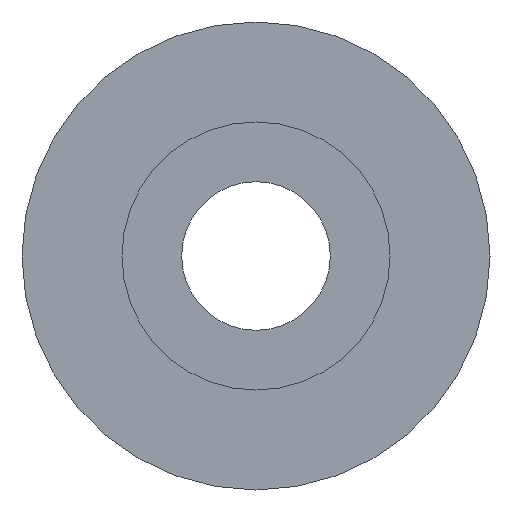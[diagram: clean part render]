
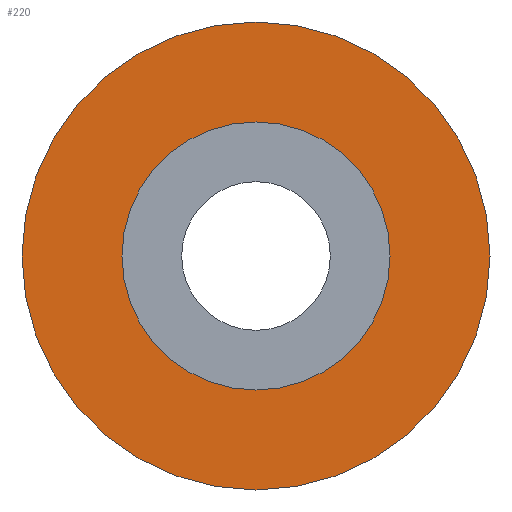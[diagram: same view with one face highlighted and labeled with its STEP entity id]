
A CAD part, left-side view. The second image highlights one B-rep face of the part: STEP entity #220.
In plain terms, the highlighted planar face has unit normal (-1, 0, 0).
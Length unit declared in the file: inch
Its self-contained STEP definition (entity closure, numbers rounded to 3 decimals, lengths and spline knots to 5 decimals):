
#3 = DIRECTION ( 'NONE',  ( -1., 0., 0. ) ) ;
#11 = DIRECTION ( 'NONE',  ( 0., 0., 1. ) ) ;
#14 = CIRCLE ( 'NONE', #337, 0.59 ) ;
#16 = PLANE ( 'NONE',  #199 ) ;
#22 = CARTESIAN_POINT ( 'NONE',  ( 0., 0., -0.338 ) ) ;
#67 = EDGE_CURVE ( 'NONE', #236, #219, #163, .T. ) ;
#72 = DIRECTION ( 'NONE',  ( -1., 0., 0. ) ) ;
#107 = DIRECTION ( 'NONE',  ( -1., 0., 0. ) ) ;
#126 = CARTESIAN_POINT ( 'NONE',  ( 0., 0., 0. ) ) ;
#130 = EDGE_CURVE ( 'NONE', #150, #291, #399, .T. ) ;
#145 = CARTESIAN_POINT ( 'NONE',  ( 0., 0., 0. ) ) ;
#150 = VERTEX_POINT ( 'NONE', #272 ) ;
#158 = EDGE_CURVE ( 'NONE', #219, #236, #382, .T. ) ;
#163 = CIRCLE ( 'NONE', #211, 0.338 ) ;
#168 = FACE_BOUND ( 'NONE', #223, .T. ) ;
#171 = CARTESIAN_POINT ( 'NONE',  ( 0., 0., 0. ) ) ;
#179 = DIRECTION ( 'NONE',  ( -1., 0., 0. ) ) ;
#189 = DIRECTION ( 'NONE',  ( 0., 0., 1. ) ) ;
#198 = AXIS2_PLACEMENT_3D ( 'NONE', #171, #107, #363 ) ;
#199 = AXIS2_PLACEMENT_3D ( 'NONE', #333, #232, #301 ) ;
#201 = FACE_OUTER_BOUND ( 'NONE', #239, .T. ) ;
#211 = AXIS2_PLACEMENT_3D ( 'NONE', #126, #3, #189 ) ;
#219 = VERTEX_POINT ( 'NONE', #22 ) ;
#220 = ADVANCED_FACE ( 'NONE', ( #168, #201 ), #16, .F. ) ;
#223 = EDGE_LOOP ( 'NONE', ( #328, #250 ) ) ;
#232 = DIRECTION ( 'NONE',  ( 1., 0., 0. ) ) ;
#236 = VERTEX_POINT ( 'NONE', #297 ) ;
#239 = EDGE_LOOP ( 'NONE', ( #261, #257 ) ) ;
#242 = DIRECTION ( 'NONE',  ( 0., 0., 1. ) ) ;
#250 = ORIENTED_EDGE ( 'NONE', *, *, #158, .F. ) ;
#257 = ORIENTED_EDGE ( 'NONE', *, *, #130, .T. ) ;
#261 = ORIENTED_EDGE ( 'NONE', *, *, #339, .T. ) ;
#272 = CARTESIAN_POINT ( 'NONE',  ( 0., 0., -0.59 ) ) ;
#274 = AXIS2_PLACEMENT_3D ( 'NONE', #326, #72, #11 ) ;
#291 = VERTEX_POINT ( 'NONE', #314 ) ;
#297 = CARTESIAN_POINT ( 'NONE',  ( 0., 0., 0.338 ) ) ;
#301 = DIRECTION ( 'NONE',  ( 0., 0., -1. ) ) ;
#314 = CARTESIAN_POINT ( 'NONE',  ( 0., 0., 0.59 ) ) ;
#326 = CARTESIAN_POINT ( 'NONE',  ( 0., 0., 0. ) ) ;
#328 = ORIENTED_EDGE ( 'NONE', *, *, #67, .F. ) ;
#333 = CARTESIAN_POINT ( 'NONE',  ( 0., 0.338, 0. ) ) ;
#337 = AXIS2_PLACEMENT_3D ( 'NONE', #145, #179, #242 ) ;
#339 = EDGE_CURVE ( 'NONE', #291, #150, #14, .T. ) ;
#363 = DIRECTION ( 'NONE',  ( 0., 0., 1. ) ) ;
#382 = CIRCLE ( 'NONE', #198, 0.338 ) ;
#399 = CIRCLE ( 'NONE', #274, 0.59 ) ;
